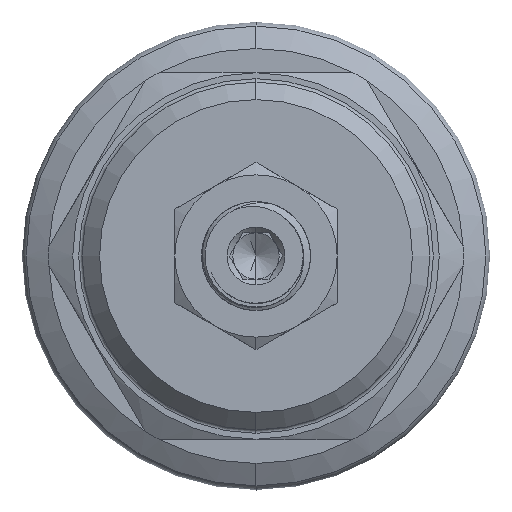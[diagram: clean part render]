
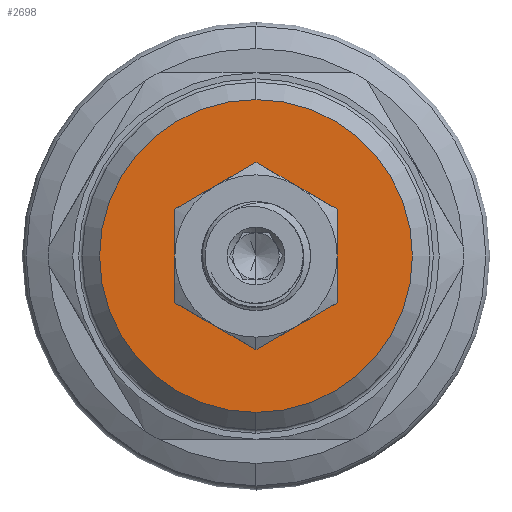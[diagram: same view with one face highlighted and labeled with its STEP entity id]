
A CAD part, left-side view. The second image highlights one B-rep face of the part: STEP entity #2698.
In plain terms, the highlighted planar face has unit normal (-1, 0, 0).
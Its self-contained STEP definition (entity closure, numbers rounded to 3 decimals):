
#110 = ORIENTED_EDGE ( 'NONE', *, *, #6251, .T. ) ;
#118 = EDGE_LOOP ( 'NONE', ( #3891, #8103 ) ) ;
#127 = EDGE_CURVE ( 'NONE', #3987, #254, #1119, .T. ) ;
#136 = DIRECTION ( 'NONE',  ( 0., 0., 1. ) ) ;
#199 = ORIENTED_EDGE ( 'NONE', *, *, #378, .T. ) ;
#254 = VERTEX_POINT ( 'NONE', #6200 ) ;
#378 = EDGE_CURVE ( 'NONE', #5562, #3178, #5305, .T. ) ;
#425 = AXIS2_PLACEMENT_3D ( 'NONE', #4110, #7239, #136 ) ;
#545 = CARTESIAN_POINT ( 'NONE',  ( 0., 0., 7. ) ) ;
#616 = CARTESIAN_POINT ( 'NONE',  ( 0., 0., 0. ) ) ;
#629 = CARTESIAN_POINT ( 'NONE',  ( 0., 7., 0. ) ) ;
#971 = FACE_OUTER_BOUND ( 'NONE', #118, .T. ) ;
#1010 = VERTEX_POINT ( 'NONE', #7851 ) ;
#1119 = CIRCLE ( 'NONE', #6181, 13.5 ) ;
#1137 = DIRECTION ( 'NONE',  ( 0., 0., 1. ) ) ;
#1241 = CARTESIAN_POINT ( 'NONE',  ( 0., 0., 0. ) ) ;
#1474 = EDGE_CURVE ( 'NONE', #8396, #8666, #8291, .T. ) ;
#1491 = DIRECTION ( 'NONE',  ( 1., 0., 0. ) ) ;
#1583 = DIRECTION ( 'NONE',  ( 1., 0., 0. ) ) ;
#1747 = DIRECTION ( 'NONE',  ( 0., 0., 1. ) ) ;
#1874 = ORIENTED_EDGE ( 'NONE', *, *, #3248, .F. ) ;
#1901 = CARTESIAN_POINT ( 'NONE',  ( 0., -15., 0. ) ) ;
#1981 = CARTESIAN_POINT ( 'NONE',  ( 0., 0., -13.5 ) ) ;
#2295 = VERTEX_POINT ( 'NONE', #7246 ) ;
#2371 = CARTESIAN_POINT ( 'NONE',  ( 0., 3.5, -6.062 ) ) ;
#2382 = DIRECTION ( 'NONE',  ( 0., 0., 1. ) ) ;
#2597 = DIRECTION ( 'NONE',  ( 0., 0., 1. ) ) ;
#2698 = ADVANCED_FACE ( 'NONE', ( #9876, #971 ), #3334, .F. ) ;
#3078 = CIRCLE ( 'NONE', #9774, 7. ) ;
#3156 = AXIS2_PLACEMENT_3D ( 'NONE', #6312, #1583, #2382 ) ;
#3178 = VERTEX_POINT ( 'NONE', #9506 ) ;
#3248 = EDGE_CURVE ( 'NONE', #2295, #8666, #5411, .T. ) ;
#3259 = EDGE_CURVE ( 'NONE', #1010, #5562, #4055, .T. ) ;
#3334 = PLANE ( 'NONE',  #7222 ) ;
#3385 = EDGE_CURVE ( 'NONE', #254, #3987, #5287, .T. ) ;
#3780 = DIRECTION ( 'NONE',  ( 1., 0., 0. ) ) ;
#3819 = DIRECTION ( 'NONE',  ( 0., 0., 1. ) ) ;
#3891 = ORIENTED_EDGE ( 'NONE', *, *, #3385, .T. ) ;
#3987 = VERTEX_POINT ( 'NONE', #1981 ) ;
#3993 = CARTESIAN_POINT ( 'NONE',  ( 0., -7., 0. ) ) ;
#4055 = CIRCLE ( 'NONE', #5955, 7. ) ;
#4103 = DIRECTION ( 'NONE',  ( -1., 0., 0. ) ) ;
#4110 = CARTESIAN_POINT ( 'NONE',  ( 0., 0., 0. ) ) ;
#4471 = DIRECTION ( 'NONE',  ( 1., 0., 0. ) ) ;
#4490 = DIRECTION ( 'NONE',  ( -1., 0., 0. ) ) ;
#4509 = DIRECTION ( 'NONE',  ( 0., 0., 1. ) ) ;
#4946 = AXIS2_PLACEMENT_3D ( 'NONE', #7334, #4103, #1747 ) ;
#5287 = CIRCLE ( 'NONE', #5566, 13.5 ) ;
#5305 = CIRCLE ( 'NONE', #425, 7. ) ;
#5411 = CIRCLE ( 'NONE', #4946, 7. ) ;
#5461 = VERTEX_POINT ( 'NONE', #545 ) ;
#5562 = VERTEX_POINT ( 'NONE', #3993 ) ;
#5566 = AXIS2_PLACEMENT_3D ( 'NONE', #1241, #8358, #1137 ) ;
#5574 = ORIENTED_EDGE ( 'NONE', *, *, #7718, .T. ) ;
#5622 = CIRCLE ( 'NONE', #7769, 7. ) ;
#5955 = AXIS2_PLACEMENT_3D ( 'NONE', #9710, #8847, #2597 ) ;
#6105 = CARTESIAN_POINT ( 'NONE',  ( 0., 0., 0. ) ) ;
#6181 = AXIS2_PLACEMENT_3D ( 'NONE', #616, #4490, #3819 ) ;
#6200 = CARTESIAN_POINT ( 'NONE',  ( 0., 0., 13.5 ) ) ;
#6220 = CARTESIAN_POINT ( 'NONE',  ( 0., 0., 0. ) ) ;
#6251 = EDGE_CURVE ( 'NONE', #2295, #5461, #5622, .T. ) ;
#6312 = CARTESIAN_POINT ( 'NONE',  ( 0., 0., 0. ) ) ;
#6722 = DIRECTION ( 'NONE',  ( 0., 0., 1. ) ) ;
#7222 = AXIS2_PLACEMENT_3D ( 'NONE', #1901, #8176, #6722 ) ;
#7239 = DIRECTION ( 'NONE',  ( 1., 0., 0. ) ) ;
#7246 = CARTESIAN_POINT ( 'NONE',  ( 0., 3.5, 6.062 ) ) ;
#7334 = CARTESIAN_POINT ( 'NONE',  ( 0., 0., 0. ) ) ;
#7718 = EDGE_CURVE ( 'NONE', #5461, #1010, #8292, .T. ) ;
#7769 = AXIS2_PLACEMENT_3D ( 'NONE', #6220, #1491, #4509 ) ;
#7831 = DIRECTION ( 'NONE',  ( 0., 0., 1. ) ) ;
#7851 = CARTESIAN_POINT ( 'NONE',  ( 0., -3.5, 6.062 ) ) ;
#8103 = ORIENTED_EDGE ( 'NONE', *, *, #127, .T. ) ;
#8176 = DIRECTION ( 'NONE',  ( 1., 0., 0. ) ) ;
#8197 = ORIENTED_EDGE ( 'NONE', *, *, #1474, .T. ) ;
#8273 = ORIENTED_EDGE ( 'NONE', *, *, #8995, .T. ) ;
#8291 = CIRCLE ( 'NONE', #8338, 7. ) ;
#8292 = CIRCLE ( 'NONE', #3156, 7. ) ;
#8338 = AXIS2_PLACEMENT_3D ( 'NONE', #6105, #4471, #9917 ) ;
#8358 = DIRECTION ( 'NONE',  ( -1., 0., 0. ) ) ;
#8396 = VERTEX_POINT ( 'NONE', #2371 ) ;
#8407 = ORIENTED_EDGE ( 'NONE', *, *, #3259, .T. ) ;
#8511 = CARTESIAN_POINT ( 'NONE',  ( 0., 0., 0. ) ) ;
#8666 = VERTEX_POINT ( 'NONE', #629 ) ;
#8847 = DIRECTION ( 'NONE',  ( 1., 0., 0. ) ) ;
#8995 = EDGE_CURVE ( 'NONE', #3178, #8396, #3078, .T. ) ;
#9034 = EDGE_LOOP ( 'NONE', ( #110, #5574, #8407, #199, #8273, #8197, #1874 ) ) ;
#9506 = CARTESIAN_POINT ( 'NONE',  ( 0., -3.5, -6.062 ) ) ;
#9710 = CARTESIAN_POINT ( 'NONE',  ( 0., 0., 0. ) ) ;
#9774 = AXIS2_PLACEMENT_3D ( 'NONE', #8511, #3780, #7831 ) ;
#9876 = FACE_BOUND ( 'NONE', #9034, .T. ) ;
#9917 = DIRECTION ( 'NONE',  ( 0., 0., 1. ) ) ;
